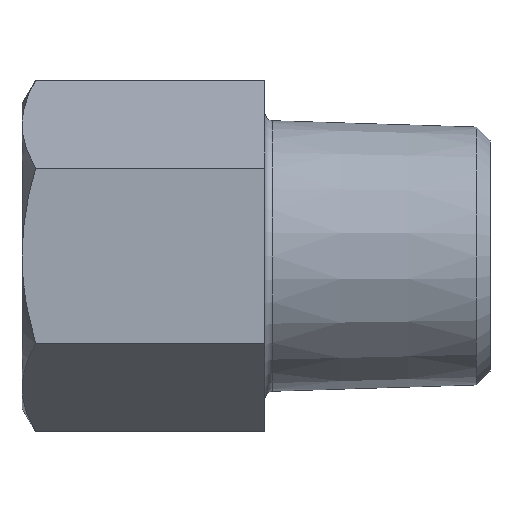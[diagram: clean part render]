
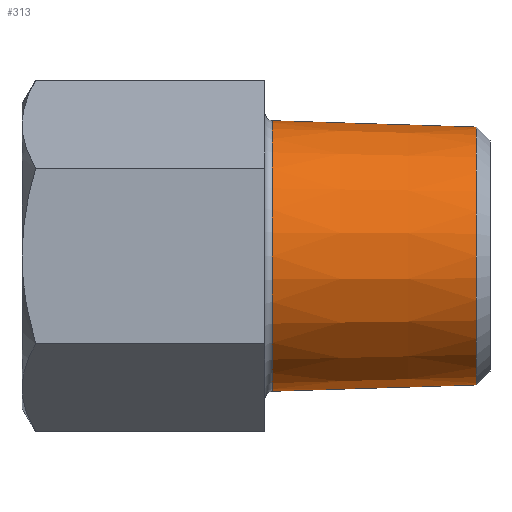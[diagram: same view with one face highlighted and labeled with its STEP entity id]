
A CAD part, left-side view. The second image highlights one B-rep face of the part: STEP entity #313.
In plain terms, the highlighted conical face has half-angle 1.788 degrees and reference radius 10.58 mm.
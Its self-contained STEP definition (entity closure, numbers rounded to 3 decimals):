
#34=CONICAL_SURFACE('',#351,10.58,0.031);
#79=ORIENTED_EDGE('',*,*,#158,.F.);
#80=ORIENTED_EDGE('',*,*,#157,.T.);
#157=EDGE_CURVE('',#197,#197,#219,.T.);
#158=EDGE_CURVE('',#198,#198,#220,.T.);
#197=VERTEX_POINT('',#496);
#198=VERTEX_POINT('',#499);
#219=CIRCLE('',#350,10.58);
#220=CIRCLE('',#352,10.082);
#238=EDGE_LOOP('',(#79));
#239=EDGE_LOOP('',(#80));
#272=FACE_BOUND('',#238,.T.);
#273=FACE_BOUND('',#239,.T.);
#313=ADVANCED_FACE('',(#272,#273),#34,.T.);
#350=AXIS2_PLACEMENT_3D('',#495,#400,#401);
#351=AXIS2_PLACEMENT_3D('',#497,#402,#403);
#352=AXIS2_PLACEMENT_3D('',#498,#404,#405);
#400=DIRECTION('',(0.,-1.,0.));
#401=DIRECTION('',(0.,0.,-1.));
#402=DIRECTION('',(0.,1.,0.));
#403=DIRECTION('',(0.,0.,1.));
#404=DIRECTION('',(0.,-1.,0.));
#405=DIRECTION('',(0.,0.,-1.));
#495=CARTESIAN_POINT('',(0.,-0.581,0.));
#496=CARTESIAN_POINT('',(0.,-0.581,-10.58));
#497=CARTESIAN_POINT('',(0.,-0.581,0.));
#498=CARTESIAN_POINT('',(0.,-16.531,0.));
#499=CARTESIAN_POINT('',(0.,-16.531,-10.082));
